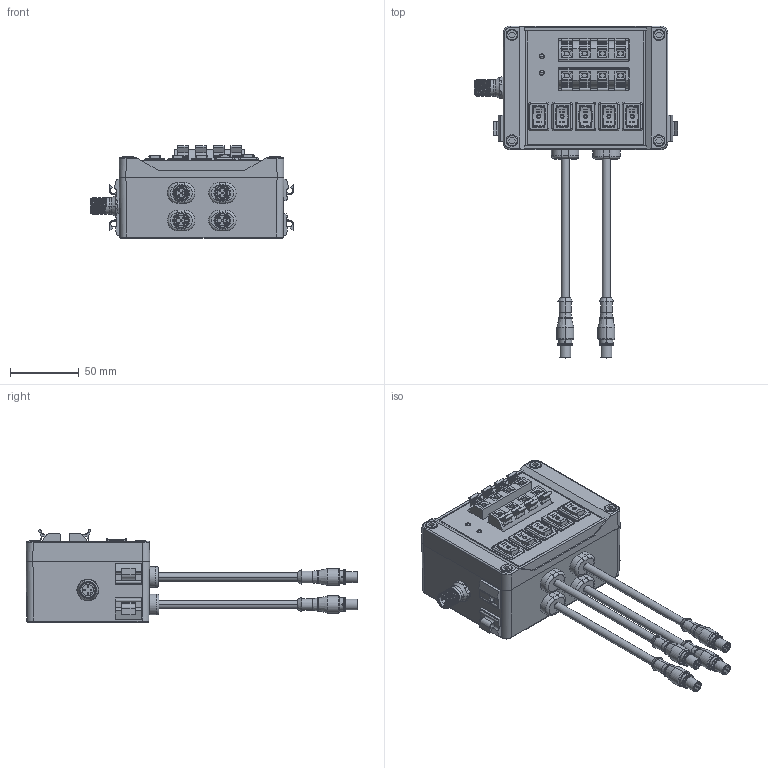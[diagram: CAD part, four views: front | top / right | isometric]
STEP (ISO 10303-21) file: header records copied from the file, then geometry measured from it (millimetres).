
FILE_DESCRIPTION((''),'2;1');
FILE_NAME('215796_SM01_ASM','2025-06-17T14:29:56',('banengservice'),('BANNER ENGINEERING'),'CREO PARAMETRIC BY PTC INC, 2022414','CREO PARAMETRIC BY PTC INC, 2022414','');
FILE_SCHEMA(('CONFIG_CONTROL_DESIGN'));
Products named in the file (4): 215796_EP01; 215796_EP03; 215796_EP02; 215796_SM01_ASM
Assembly tree (10 placements, depth 2):
  215796_SM01_ASM
    215796_EP01
    215796_EP03  x4
    215796_EP02  x5
Bounding box: 148.15 x 241.63 x 67.5 mm (x, y, z)
Volume: 659638.4 mm3; surface area: 80867.7 mm2
Topology: 18 solids, 18 shells, 2473 faces, 6927 edges, 4601 vertices
Faces by surface type: plane 1352, cylinder 855, bspline 112, cone 103, torus 47, sphere 4
Entity records: 72089 total; most frequent: CARTESIAN_POINT 28231, ORIENTED_EDGE 9562, DIRECTION 8593, EDGE_CURVE 4781, VERTEX_POINT 3181, VECTOR 3003, LINE 3003, AXIS2_PLACEMENT_3D 2795
